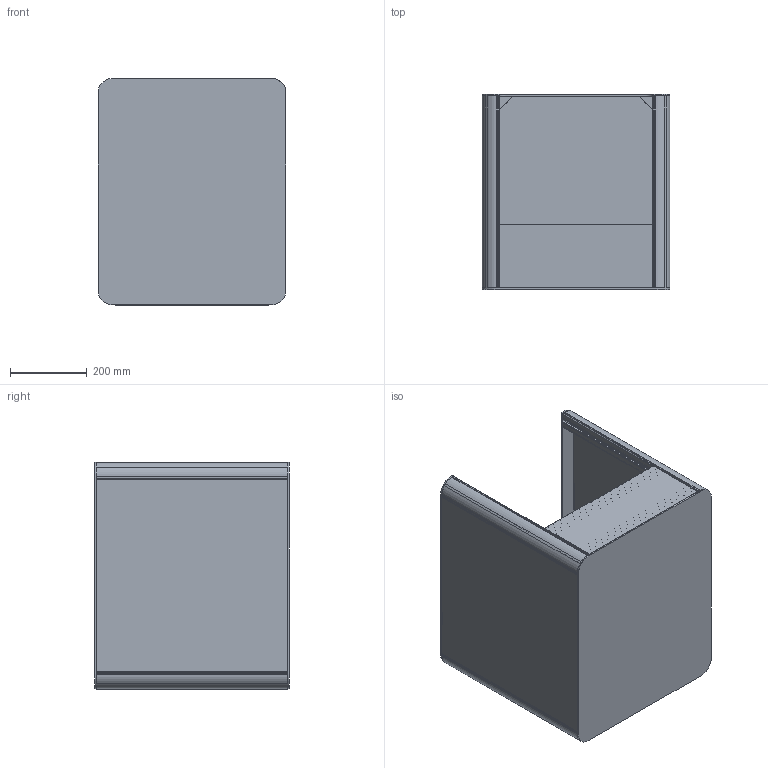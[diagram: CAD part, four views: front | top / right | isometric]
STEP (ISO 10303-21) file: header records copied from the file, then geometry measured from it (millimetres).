
FILE_DESCRIPTION(/* description */ (''),/* implementation_level */ '2;1');
FILE_NAME(/* name */ 'Chassis & Body v2.step',/* time_stamp */ '2020-04-14T14:57:18+02:00',/* author */ (''),/* organization */ (''),/* preprocessor_version */ 'ST-DEVELOPER v18.1',/* originating_system */ 'Autodesk Translation Framework v9.2.0.1227',/* authorisation */ '');
FILE_SCHEMA (('AUTOMOTIVE_DESIGN { 1 0 10303 214 3 1 1 }'));
Length unit declared in the file: millimetre
Products named in the file (11): Chassis & Body; Chassis & Body Work; Bottom plate; 45x45 rounded; Top plate; 40x40 L=500; Front plate; 40x40 L=400; Side plate; Backplate; 45x45 corner piece
Assembly tree (18 placements, depth 3):
  Chassis & Body
    Chassis & Body Work
      Bottom plate
      45x45 rounded  x4
      Top plate
      40x40 L=500  x2
      40x40 L=400  x3
      Front plate
      Side plate  x2
      Backplate
      45x45 corner piece  x2
Bounding box: 490 x 508 x 592.72 mm (x, y, z)
Volume: 5493700.7 mm3; surface area: 4559218.1 mm2
Topology: 17 solids, 17 shells, 1966 faces, 5802 edges, 3868 vertices
Faces by surface type: cylinder 1106, plane 860
Full cylindrical faces by diameter (mm): 9 x4
Entity records: 24355 total; most frequent: DIRECTION 4347, CARTESIAN_POINT 4211, ORIENTED_EDGE 4164, EDGE_CURVE 2082, AXIS2_PLACEMENT_3D 1524, VERTEX_POINT 1388, LINE 1299, VECTOR 1299
